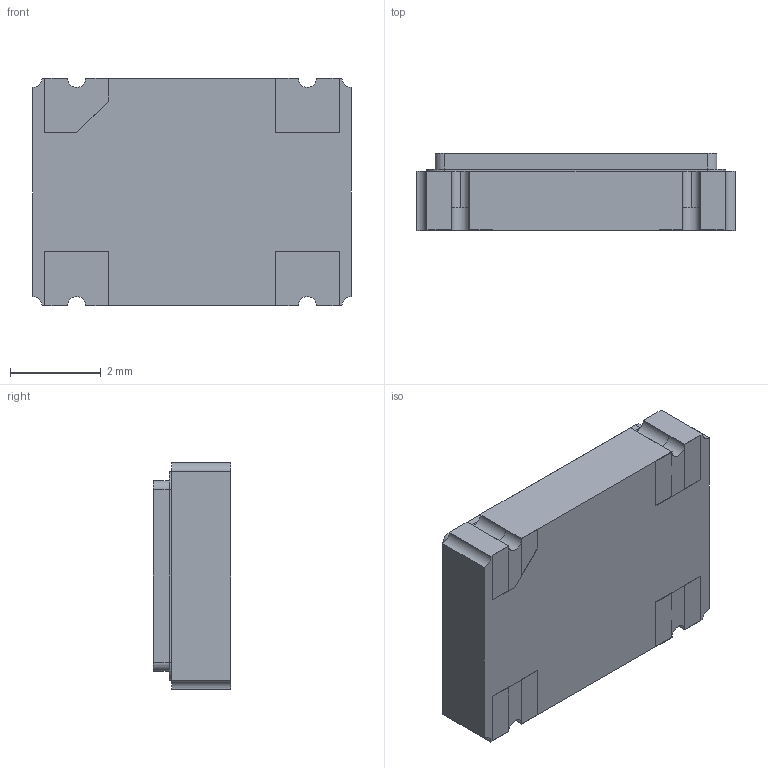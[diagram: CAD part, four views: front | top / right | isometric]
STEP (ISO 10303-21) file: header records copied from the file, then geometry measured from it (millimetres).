
FILE_DESCRIPTION (( 'STEP AP214' ), '1' );
FILE_NAME ('ECS-3951M-040-BN-TR.STEP', '2024-10-31T15:27:08', ( '' ), ( '' ), 'SwSTEP 2.0', 'SolidWorks 2021', '' );
FILE_SCHEMA (( 'AUTOMOTIVE_DESIGN' ));
Length unit declared in the file: millimetre
Products named in the file (1): ECS-3951M-040-BN-TR
Bounding box: 7 x 1.7 x 5 mm (x, y, z)
Volume: 55.6 mm3; surface area: 246.3 mm2
Topology: 8 solids, 8 shells, 131 faces, 326 edges, 212 vertices
Faces by surface type: plane 103, cylinder 28
Entity records: 3945 total; most frequent: CARTESIAN_POINT 670, ORIENTED_EDGE 652, DIRECTION 646, EDGE_CURVE 326, LINE 270, VECTOR 270, VERTEX_POINT 212, AXIS2_PLACEMENT_3D 188
